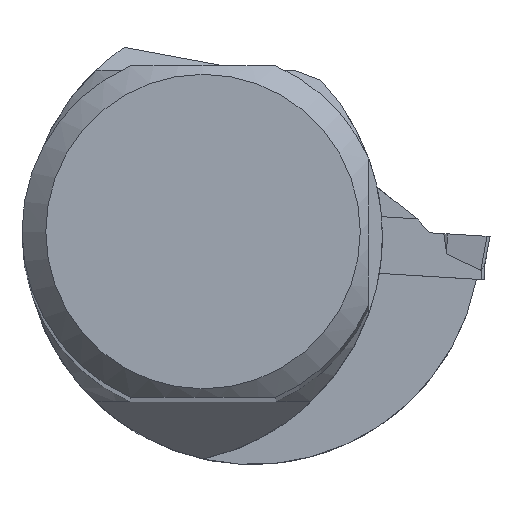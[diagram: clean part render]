
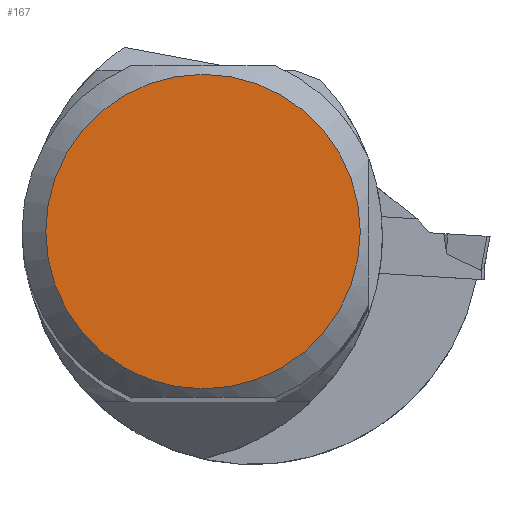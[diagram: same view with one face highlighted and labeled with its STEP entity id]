
A CAD part, top view. The second image highlights one B-rep face of the part: STEP entity #167.
In plain terms, the highlighted planar face has unit normal (0, 0, 1).
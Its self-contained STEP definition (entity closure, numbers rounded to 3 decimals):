
#167=ADVANCED_FACE('',(#267),#219,.F.);
#219=PLANE('',#1432);
#267=FACE_OUTER_BOUND('',#334,.T.);
#334=EDGE_LOOP('',(#592));
#384=CIRCLE('',#1412,16.55);
#592=ORIENTED_EDGE('',*,*,#1019,.T.);
#883=VERTEX_POINT('',#2021);
#1019=EDGE_CURVE('',#883,#883,#384,.T.);
#1412=AXIS2_PLACEMENT_3D('',#2020,#1572,#1573);
#1432=AXIS2_PLACEMENT_3D('',#2065,#1616,#1617);
#1572=DIRECTION('',(0.,0.,1.));
#1573=DIRECTION('',(0.,1.,0.));
#1616=DIRECTION('',(0.,0.,-1.));
#1617=DIRECTION('',(0.,1.,0.));
#2020=CARTESIAN_POINT('',(0.,0.,0.));
#2021=CARTESIAN_POINT('',(0.,16.55,0.));
#2065=CARTESIAN_POINT('',(0.,0.,0.));
